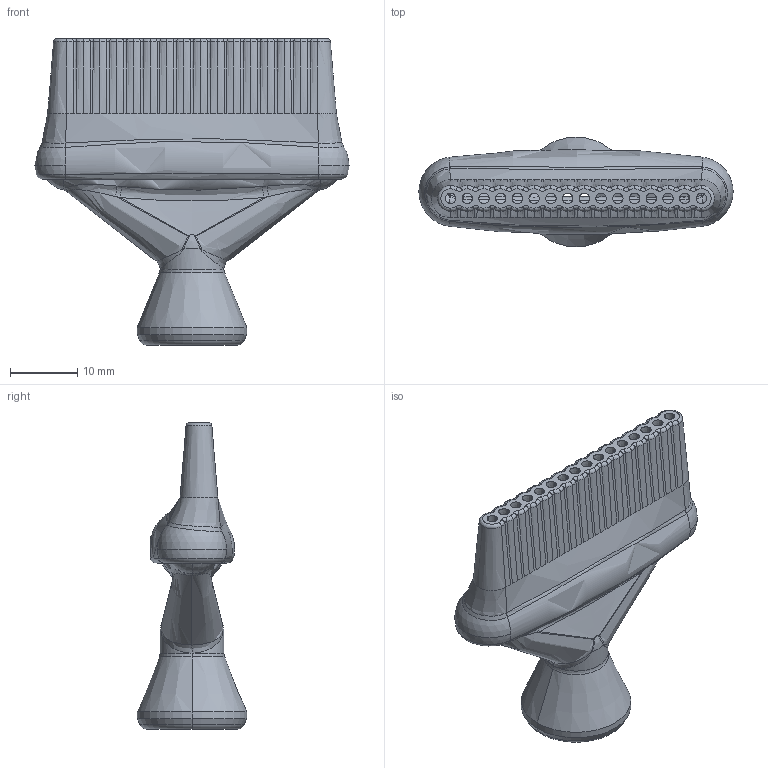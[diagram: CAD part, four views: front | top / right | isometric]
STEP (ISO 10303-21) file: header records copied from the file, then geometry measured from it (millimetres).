
FILE_DESCRIPTION (( 'STEP AP203' ), '1' );
FILE_NAME ('1-4 Swivel Nozzle 60.STEP', '2005-02-04T21:52:54', ( 'mark lockwood' ), ( 'lockwood products inc.' ), 'SwSTEP 2.0', 'SolidWorks 2004146', '' );
FILE_SCHEMA (( 'CONFIG_CONTROL_DESIGN' ));
Length unit declared in the file: inch
Products named in the file (1): 1-4 Swivel Nozzle 60
Bounding box: 46.89 x 16.38 x 45.76 mm (x, y, z)
Volume: 5657.5 mm3; surface area: 7763.6 mm2
Topology: 2 solids, 2 shells, 455 faces, 1223 edges, 751 vertices
Faces by surface type: bspline 392, sphere 20, torus 16, cylinder 13, cone 10, plane 4
Entity records: 84273 total; most frequent: CARTESIAN_POINT 75324, ORIENTED_EDGE 2418, EDGE_CURVE 1209, DIRECTION 820, VERTEX_POINT 743, B_SPLINE_CURVE_WITH_KNOTS 666, EDGE_LOOP 474, ADVANCED_FACE 455
